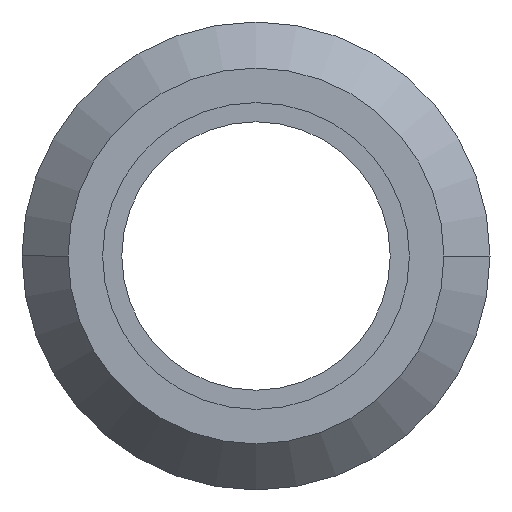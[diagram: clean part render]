
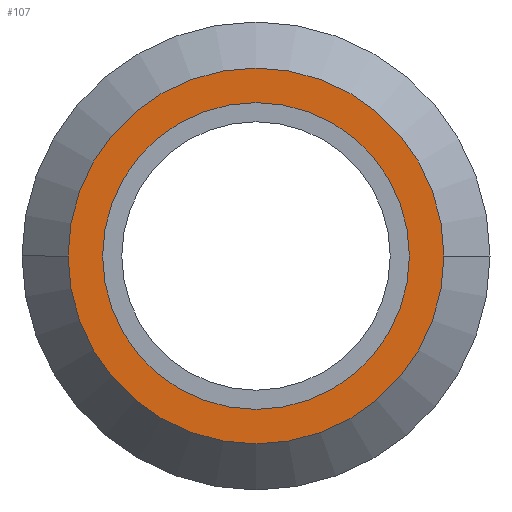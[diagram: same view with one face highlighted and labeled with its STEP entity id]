
A CAD part, front view. The second image highlights one B-rep face of the part: STEP entity #107.
In plain terms, the highlighted planar face has unit normal (0, -1, 0).
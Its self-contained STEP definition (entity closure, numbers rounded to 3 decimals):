
#7 = FACE_OUTER_BOUND ( 'NONE', #11, .T. ) ;
#11 = EDGE_LOOP ( 'NONE', ( #142, #341 ) ) ;
#13 = CIRCLE ( 'NONE', #128, 9.795 ) ;
#38 = EDGE_CURVE ( 'NONE', #215, #327, #13, .T. ) ;
#44 = AXIS2_PLACEMENT_3D ( 'NONE', #186, #432, #270 ) ;
#55 = DIRECTION ( 'NONE',  ( 0., -1., 0. ) ) ;
#70 = ORIENTED_EDGE ( 'NONE', *, *, #325, .F. ) ;
#83 = CIRCLE ( 'NONE', #147, 9.795 ) ;
#89 = AXIS2_PLACEMENT_3D ( 'NONE', #443, #276, #148 ) ;
#106 = CARTESIAN_POINT ( 'NONE',  ( -6.995, -5.15, 0. ) ) ;
#107 = ADVANCED_FACE ( 'NONE', ( #7, #426 ), #132, .T. ) ;
#120 = VERTEX_POINT ( 'NONE', #137 ) ;
#128 = AXIS2_PLACEMENT_3D ( 'NONE', #496, #414, #251 ) ;
#130 = CARTESIAN_POINT ( 'NONE',  ( 1., -5.15, 0. ) ) ;
#132 = PLANE ( 'NONE',  #302 ) ;
#137 = CARTESIAN_POINT ( 'NONE',  ( -14.99, -5.15, 0. ) ) ;
#142 = ORIENTED_EDGE ( 'NONE', *, *, #405, .T. ) ;
#147 = AXIS2_PLACEMENT_3D ( 'NONE', #106, #194, #518 ) ;
#148 = DIRECTION ( 'NONE',  ( 1., 0., 0. ) ) ;
#173 = CARTESIAN_POINT ( 'NONE',  ( 2.8, -5.15, 0. ) ) ;
#181 = DIRECTION ( 'NONE',  ( 0., 0., -1. ) ) ;
#186 = CARTESIAN_POINT ( 'NONE',  ( -6.995, -5.15, 0. ) ) ;
#194 = DIRECTION ( 'NONE',  ( 0., -1., 0. ) ) ;
#215 = VERTEX_POINT ( 'NONE', #389 ) ;
#250 = CIRCLE ( 'NONE', #44, 7.995 ) ;
#251 = DIRECTION ( 'NONE',  ( 1., 0., 0. ) ) ;
#270 = DIRECTION ( 'NONE',  ( 1., 0., 0. ) ) ;
#276 = DIRECTION ( 'NONE',  ( 0., -1., 0. ) ) ;
#298 = CIRCLE ( 'NONE', #89, 7.995 ) ;
#302 = AXIS2_PLACEMENT_3D ( 'NONE', #130, #55, #181 ) ;
#325 = EDGE_CURVE ( 'NONE', #404, #120, #250, .T. ) ;
#327 = VERTEX_POINT ( 'NONE', #173 ) ;
#341 = ORIENTED_EDGE ( 'NONE', *, *, #38, .T. ) ;
#389 = CARTESIAN_POINT ( 'NONE',  ( -16.79, -5.15, 0. ) ) ;
#397 = CARTESIAN_POINT ( 'NONE',  ( 1., -5.15, 0. ) ) ;
#404 = VERTEX_POINT ( 'NONE', #397 ) ;
#405 = EDGE_CURVE ( 'NONE', #327, #215, #83, .T. ) ;
#414 = DIRECTION ( 'NONE',  ( 0., -1., 0. ) ) ;
#423 = EDGE_CURVE ( 'NONE', #120, #404, #298, .T. ) ;
#425 = ORIENTED_EDGE ( 'NONE', *, *, #423, .F. ) ;
#426 = FACE_BOUND ( 'NONE', #465, .T. ) ;
#432 = DIRECTION ( 'NONE',  ( 0., -1., 0. ) ) ;
#443 = CARTESIAN_POINT ( 'NONE',  ( -6.995, -5.15, 0. ) ) ;
#465 = EDGE_LOOP ( 'NONE', ( #70, #425 ) ) ;
#496 = CARTESIAN_POINT ( 'NONE',  ( -6.995, -5.15, 0. ) ) ;
#518 = DIRECTION ( 'NONE',  ( 1., 0., 0. ) ) ;
